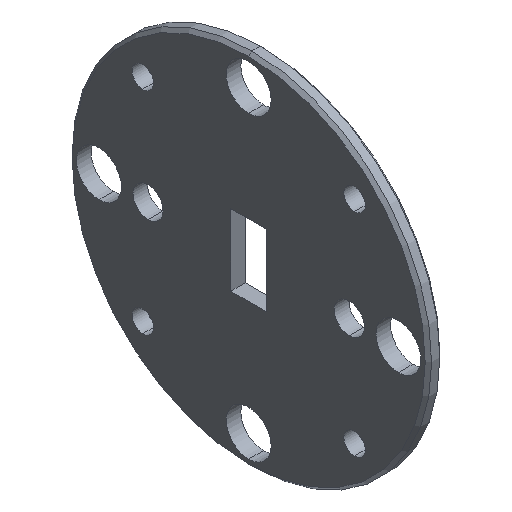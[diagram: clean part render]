
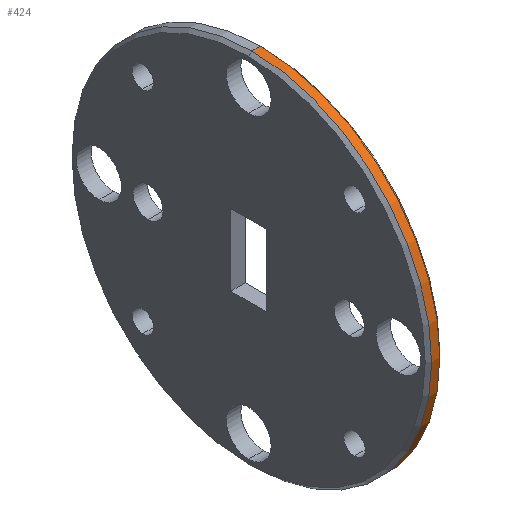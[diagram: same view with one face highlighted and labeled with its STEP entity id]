
A CAD part, isometric view. The second image highlights one B-rep face of the part: STEP entity #424.
In plain terms, the highlighted cylindrical face has radius 14.287 mm (diameter 28.575 mm), a partial arc.
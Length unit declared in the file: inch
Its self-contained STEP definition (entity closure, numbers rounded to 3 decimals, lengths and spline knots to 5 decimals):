
#36 = CARTESIAN_POINT ( 'NONE',  ( 0., 0., -0.5625 ) ) ;
#80 = VERTEX_POINT ( 'NONE', #715 ) ;
#95 = DIRECTION ( 'NONE',  ( 0., 0., -1. ) ) ;
#101 = VECTOR ( 'NONE', #205, 39.37008 ) ;
#120 = ORIENTED_EDGE ( 'NONE', *, *, #244, .T. ) ;
#137 = CARTESIAN_POINT ( 'NONE',  ( 0.036, 0., -0.5625 ) ) ;
#161 = LINE ( 'NONE', #967, #587 ) ;
#205 = DIRECTION ( 'NONE',  ( 1., 0., 0. ) ) ;
#244 = EDGE_CURVE ( 'NONE', #80, #393, #388, .T. ) ;
#248 = CYLINDRICAL_SURFACE ( 'NONE', #1101, 0.5625 ) ;
#299 = AXIS2_PLACEMENT_3D ( 'NONE', #543, #632, #464 ) ;
#306 = CARTESIAN_POINT ( 'NONE',  ( 0., 0., 0. ) ) ;
#313 = DIRECTION ( 'NONE',  ( 0., 0., -1. ) ) ;
#327 = CARTESIAN_POINT ( 'NONE',  ( 0.036, 0., 0. ) ) ;
#388 = LINE ( 'NONE', #36, #101 ) ;
#393 = VERTEX_POINT ( 'NONE', #137 ) ;
#424 = ADVANCED_FACE ( 'NONE', ( #1064 ), #248, .T. ) ;
#436 = EDGE_CURVE ( 'NONE', #393, #1135, #529, .T. ) ;
#464 = DIRECTION ( 'NONE',  ( 0., 0., 1. ) ) ;
#493 = EDGE_CURVE ( 'NONE', #560, #80, #1144, .T. ) ;
#529 = CIRCLE ( 'NONE', #962, 0.5625 ) ;
#543 = CARTESIAN_POINT ( 'NONE',  ( 0.01, 0., 0. ) ) ;
#558 = ORIENTED_EDGE ( 'NONE', *, *, #493, .T. ) ;
#560 = VERTEX_POINT ( 'NONE', #647 ) ;
#587 = VECTOR ( 'NONE', #799, 39.37008 ) ;
#632 = DIRECTION ( 'NONE',  ( 1., 0., 0. ) ) ;
#647 = CARTESIAN_POINT ( 'NONE',  ( 0.01, 0., 0.5625 ) ) ;
#664 = CARTESIAN_POINT ( 'NONE',  ( 0.036, 0., 0.5625 ) ) ;
#715 = CARTESIAN_POINT ( 'NONE',  ( 0.01, 0., -0.5625 ) ) ;
#760 = ORIENTED_EDGE ( 'NONE', *, *, #436, .T. ) ;
#799 = DIRECTION ( 'NONE',  ( 1., 0., 0. ) ) ;
#810 = EDGE_LOOP ( 'NONE', ( #972, #558, #120, #760 ) ) ;
#950 = EDGE_CURVE ( 'NONE', #560, #1135, #161, .T. ) ;
#962 = AXIS2_PLACEMENT_3D ( 'NONE', #327, #1120, #95 ) ;
#967 = CARTESIAN_POINT ( 'NONE',  ( 0., 0., 0.5625 ) ) ;
#972 = ORIENTED_EDGE ( 'NONE', *, *, #950, .F. ) ;
#1064 = FACE_OUTER_BOUND ( 'NONE', #810, .T. ) ;
#1101 = AXIS2_PLACEMENT_3D ( 'NONE', #306, #1115, #313 ) ;
#1115 = DIRECTION ( 'NONE',  ( 1., 0., 0. ) ) ;
#1120 = DIRECTION ( 'NONE',  ( -1., 0., 0. ) ) ;
#1135 = VERTEX_POINT ( 'NONE', #664 ) ;
#1144 = CIRCLE ( 'NONE', #299, 0.5625 ) ;
